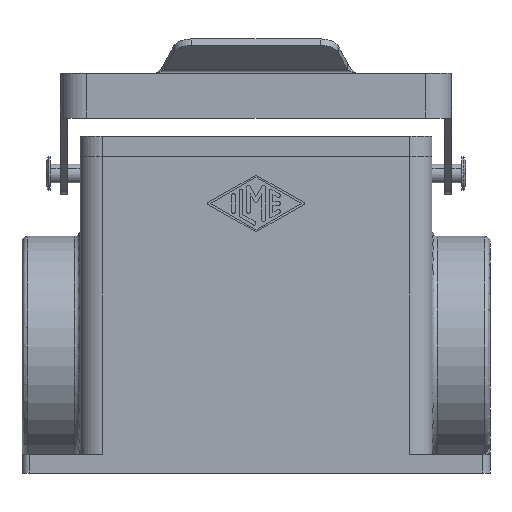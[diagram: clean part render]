
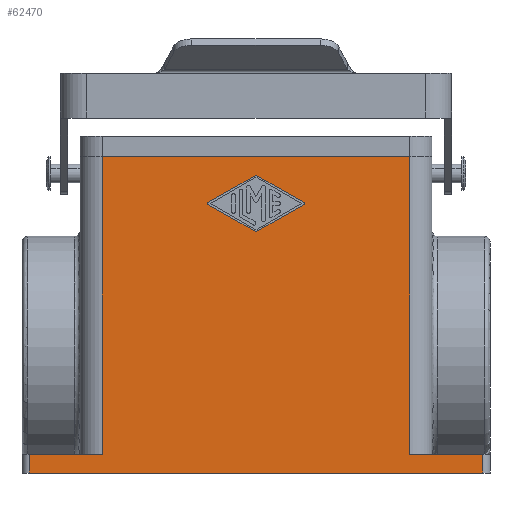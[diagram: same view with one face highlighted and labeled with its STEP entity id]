
A CAD part, front view. The second image highlights one B-rep face of the part: STEP entity #62470.
In plain terms, the highlighted planar face has unit normal (0, -1, 0).
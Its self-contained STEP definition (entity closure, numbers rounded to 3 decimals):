
#1140=CARTESIAN_POINT('',(-41.,-42.,29.5));
#1150=VERTEX_POINT('',#1140);
#1180=CARTESIAN_POINT('',(-41.,-42.,-50.));
#1190=DIRECTION('',(0.,0.,1.));
#1200=VECTOR('',#1190,79.5);
#1210=LINE('',#1180,#1200);
#1220=CARTESIAN_POINT('',(-41.,-42.,-50.));
#1230=VERTEX_POINT('',#1220);
#1240=EDGE_CURVE('',#1230,#1150,#1210,.T.);
#17010=CARTESIAN_POINT('',(60.5,-42.,-50.));
#17020=VERTEX_POINT('',#17010);
#17050=CARTESIAN_POINT('',(60.5,-42.,-50.));
#17060=DIRECTION('',(-1.,0.,0.));
#17070=VECTOR('',#17060,19.5);
#17080=LINE('',#17050,#17070);
#17090=CARTESIAN_POINT('',(41.,-42.,-50.));
#17100=VERTEX_POINT('',#17090);
#17110=EDGE_CURVE('',#17020,#17100,#17080,.T.);
#18030=CARTESIAN_POINT('',(41.,-42.,29.5));
#18040=VERTEX_POINT('',#18030);
#18070=CARTESIAN_POINT('',(0.,-42.,29.5));
#18080=DIRECTION('',(-1.,0.,0.));
#18090=VECTOR('',#18080,1.);
#18100=LINE('',#18070,#18090);
#18110=EDGE_CURVE('',#18040,#1150,#18100,.T.);
#21060=CARTESIAN_POINT('',(-60.5,-42.,-55.));
#21070=VERTEX_POINT('',#21060);
#21100=CARTESIAN_POINT('',(60.5,-42.,-55.));
#21110=DIRECTION('',(-1.,0.,0.));
#21120=VECTOR('',#21110,121.);
#21130=LINE('',#21100,#21120);
#21140=CARTESIAN_POINT('',(60.5,-42.,-55.));
#21150=VERTEX_POINT('',#21140);
#21160=EDGE_CURVE('',#21150,#21070,#21130,.T.);
#36700=CARTESIAN_POINT('',(-60.5,-42.,-50.));
#36710=VERTEX_POINT('',#36700);
#36740=CARTESIAN_POINT('',(-60.5,-42.,-55.));
#36750=DIRECTION('',(0.,0.,1.));
#36760=VECTOR('',#36750,5.);
#36770=LINE('',#36740,#36760);
#36780=EDGE_CURVE('',#21070,#36710,#36770,.T.);
#37140=CARTESIAN_POINT('',(60.5,-42.,-50.));
#37150=DIRECTION('',(0.,0.,-1.));
#37160=VECTOR('',#37150,5.);
#37170=LINE('',#37140,#37160);
#37180=EDGE_CURVE('',#17020,#21150,#37170,.T.);
#53960=CARTESIAN_POINT('',(41.,-42.,-50.));
#53970=DIRECTION('',(0.,0.,1.));
#53980=VECTOR('',#53970,79.5);
#53990=LINE('',#53960,#53980);
#54000=EDGE_CURVE('',#17100,#18040,#53990,.T.);
#60570=CARTESIAN_POINT('',(-41.,-42.,-50.));
#60580=DIRECTION('',(-1.,0.,0.));
#60590=VECTOR('',#60580,19.5);
#60600=LINE('',#60570,#60590);
#60610=EDGE_CURVE('',#1230,#36710,#60600,.T.);
#61620=CARTESIAN_POINT('',(62.5,-42.,-55.));
#61630=DIRECTION('',(0.,-1.,0.));
#61640=DIRECTION('',(0.,0.,-1.));
#61650=AXIS2_PLACEMENT_3D('',#61620,#61630,#61640);
#61660=PLANE('',#61650);
#61670=ORIENTED_EDGE('',*,*,#1240,.F.);
#61680=ORIENTED_EDGE('',*,*,#18110,.T.);
#61690=ORIENTED_EDGE('',*,*,#54000,.T.);
#61700=ORIENTED_EDGE('',*,*,#17110,.T.);
#61710=ORIENTED_EDGE('',*,*,#37180,.F.);
#61720=ORIENTED_EDGE('',*,*,#21160,.F.);
#61730=ORIENTED_EDGE('',*,*,#36780,.F.);
#61740=ORIENTED_EDGE('',*,*,#60610,.T.);
#61750=EDGE_LOOP('',(#61740,#61730,#61720,#61710,#61700,#61690,#61680,
#61670));
#61760=FACE_OUTER_BOUND('',#61750,.T.);
#61770=CARTESIAN_POINT('',(12.75,-42.,17.));
#61780=DIRECTION('',(0.,-1.,0.));
#61790=DIRECTION('',(1.,0.,0.));
#61800=AXIS2_PLACEMENT_3D('',#61770,#61780,#61790);
#61810=CIRCLE('',#61800,0.25);
#61820=CARTESIAN_POINT('',(12.874,-42.,16.783));
#61830=VERTEX_POINT('',#61820);
#61840=CARTESIAN_POINT('',(12.874,-42.,17.217));
#61850=VERTEX_POINT('',#61840);
#61860=EDGE_CURVE('',#61830,#61850,#61810,.T.);
#61870=ORIENTED_EDGE('',*,*,#61860,.F.);
#61880=CARTESIAN_POINT('',(0.,-42.,24.576));
#61890=DIRECTION('',(0.868,0.,-0.496));
#61900=VECTOR('',#61890,1.);
#61910=LINE('',#61880,#61900);
#61920=CARTESIAN_POINT('',(0.248,-42.,24.434));
#61930=VERTEX_POINT('',#61920);
#61940=EDGE_CURVE('',#61930,#61850,#61910,.T.);
#61950=ORIENTED_EDGE('',*,*,#61940,.T.);
#61960=CARTESIAN_POINT('',(0.,-42.,24.));
#61970=DIRECTION('',(0.,-1.,0.));
#61980=DIRECTION('',(1.,0.,0.));
#61990=AXIS2_PLACEMENT_3D('',#61960,#61970,#61980);
#62000=CIRCLE('',#61990,0.5);
#62010=CARTESIAN_POINT('',(-0.248,-42.,24.434));
#62020=VERTEX_POINT('',#62010);
#62030=EDGE_CURVE('',#61930,#62020,#62000,.T.);
#62040=ORIENTED_EDGE('',*,*,#62030,.F.);
#62050=CARTESIAN_POINT('',(0.,-42.,24.576));
#62060=DIRECTION('',(0.868,0.,0.496));
#62070=VECTOR('',#62060,1.);
#62080=LINE('',#62050,#62070);
#62090=CARTESIAN_POINT('',(-12.874,-42.,17.217));
#62100=VERTEX_POINT('',#62090);
#62110=EDGE_CURVE('',#62100,#62020,#62080,.T.);
#62120=ORIENTED_EDGE('',*,*,#62110,.T.);
#62130=CARTESIAN_POINT('',(-12.75,-42.,17.));
#62140=DIRECTION('',(0.,-1.,0.));
#62150=DIRECTION('',(1.,0.,0.));
#62160=AXIS2_PLACEMENT_3D('',#62130,#62140,#62150);
#62170=CIRCLE('',#62160,0.25);
#62180=CARTESIAN_POINT('',(-12.874,-42.,16.783));
#62190=VERTEX_POINT('',#62180);
#62200=EDGE_CURVE('',#62100,#62190,#62170,.T.);
#62210=ORIENTED_EDGE('',*,*,#62200,.F.);
#62220=CARTESIAN_POINT('',(0.,-42.,9.424));
#62230=DIRECTION('',(-0.868,0.,0.496));
#62240=VECTOR('',#62230,1.);
#62250=LINE('',#62220,#62240);
#62260=CARTESIAN_POINT('',(-0.248,-42.,9.566));
#62270=VERTEX_POINT('',#62260);
#62280=EDGE_CURVE('',#62270,#62190,#62250,.T.);
#62290=ORIENTED_EDGE('',*,*,#62280,.T.);
#62300=CARTESIAN_POINT('',(0.,-42.,10.));
#62310=DIRECTION('',(0.,-1.,0.));
#62320=DIRECTION('',(1.,0.,0.));
#62330=AXIS2_PLACEMENT_3D('',#62300,#62310,#62320);
#62340=CIRCLE('',#62330,0.5);
#62350=CARTESIAN_POINT('',(0.248,-42.,9.566));
#62360=VERTEX_POINT('',#62350);
#62370=EDGE_CURVE('',#62270,#62360,#62340,.T.);
#62380=ORIENTED_EDGE('',*,*,#62370,.F.);
#62390=CARTESIAN_POINT('',(0.,-42.,9.424));
#62400=DIRECTION('',(-0.868,0.,-0.496));
#62410=VECTOR('',#62400,1.);
#62420=LINE('',#62390,#62410);
#62430=EDGE_CURVE('',#61830,#62360,#62420,.T.);
#62440=ORIENTED_EDGE('',*,*,#62430,.T.);
#62450=EDGE_LOOP('',(#62440,#62380,#62290,#62210,#62120,#62040,#61950,
#61870));
#62460=FACE_BOUND('',#62450,.T.);
#62470=ADVANCED_FACE('',(#61760,#62460),#61660,.T.);
